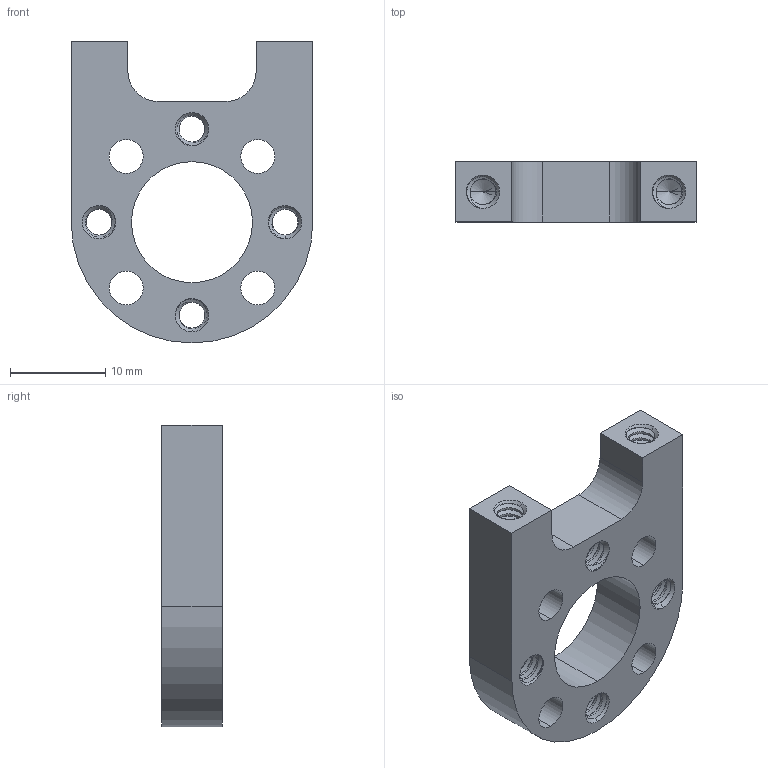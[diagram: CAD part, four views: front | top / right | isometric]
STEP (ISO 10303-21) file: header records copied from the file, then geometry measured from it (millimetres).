
FILE_DESCRIPTION (( 'STEP AP203' ), '1' );
FILE_NAME ('545404.STEP', '2017-06-30T18:45:20', ( '' ), ( '' ), 'SwSTEP 2.0', 'SolidWorks 2016', '' );
FILE_SCHEMA (( 'CONFIG_CONTROL_DESIGN' ));
Length unit declared in the file: inch
Products named in the file (1): 545404
Bounding box: 25.4 x 6.35 x 31.75 mm (x, y, z)
Volume: 2803.6 mm3; surface area: 2762.3 mm2
Topology: 1 solids, 1 shells, 275 faces, 791 edges, 516 vertices
Faces by surface type: cylinder 216, cone 38, bspline 12, plane 9
Entity records: 16706 total; most frequent: CARTESIAN_POINT 10655, ORIENTED_EDGE 1574, DIRECTION 965, EDGE_CURVE 787, VERTEX_POINT 516, AXIS2_PLACEMENT_3D 356, EDGE_LOOP 295, FACE_OUTER_BOUND 275
